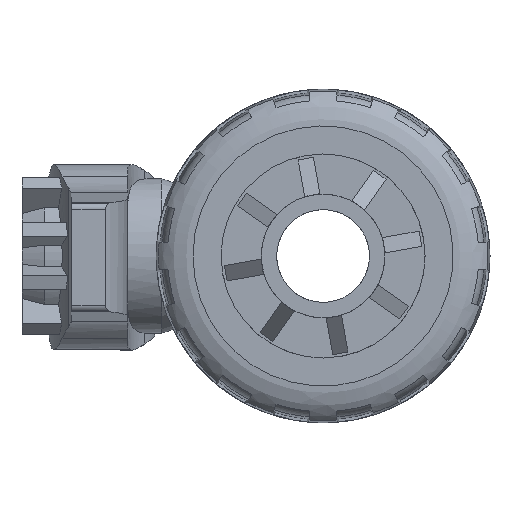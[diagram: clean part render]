
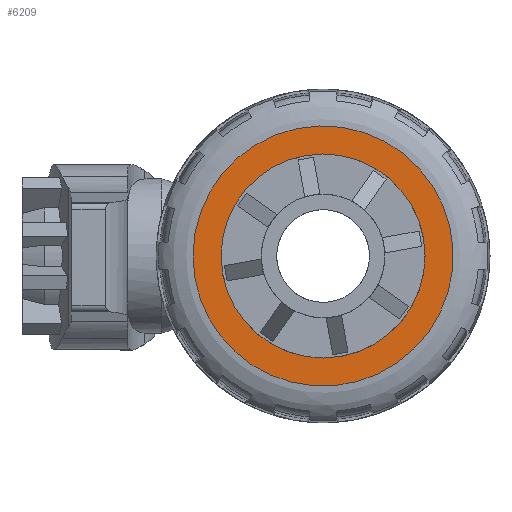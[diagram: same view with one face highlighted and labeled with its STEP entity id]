
A CAD part, left-side view. The second image highlights one B-rep face of the part: STEP entity #6209.
In plain terms, the highlighted face is planar.
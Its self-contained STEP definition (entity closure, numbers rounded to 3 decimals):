
#1118=PLANE($,#6672);
#1402=FACE_BOUND($,#1883,.T.);
#1517=FACE_OUTER_BOUND($,#1882,.T.);
#1882=EDGE_LOOP($,(#4573));
#1883=EDGE_LOOP($,(#4574));
#2211=CIRCLE($,#6537,21.039);
#2253=CIRCLE($,#6636,16.5);
#2505=VERTEX_POINT($,#9422);
#2603=VERTEX_POINT($,#10150);
#3163=EDGE_CURVE($,#2505,#2505,#2211,.T.);
#3331=EDGE_CURVE($,#2603,#2603,#2253,.T.);
#4573=ORIENTED_EDGE($,*,*,#3163,.T.);
#4574=ORIENTED_EDGE($,*,*,#3331,.T.);
#6209=ADVANCED_FACE($,(#1517,#1402),#1118,.T.);
#6537=AXIS2_PLACEMENT_3D($,#9423,#7342,#7343);
#6636=AXIS2_PLACEMENT_3D($,#10151,#7572,#7573);
#6672=AXIS2_PLACEMENT_3D($,#10201,#7644,#7645);
#7342=DIRECTION('center_axis',(0.,-1.,0.));
#7343=DIRECTION('ref_axis',(0.,0.,-1.));
#7572=DIRECTION('center_axis',(0.,1.,0.));
#7573=DIRECTION('ref_axis',(0.,0.,-1.));
#7644=DIRECTION('center_axis',(0.,-1.,0.));
#7645=DIRECTION('ref_axis',(0.,0.,-1.));
#9422=CARTESIAN_POINT('',(-21.039,-17.79,0.));
#9423=CARTESIAN_POINT('Origin',(0.,-17.79,0.));
#10150=CARTESIAN_POINT('',(-14.316,-17.79,8.203));
#10151=CARTESIAN_POINT('Origin',(0.,-17.79,0.));
#10201=CARTESIAN_POINT('Origin',(0.,-17.79,19.339));
